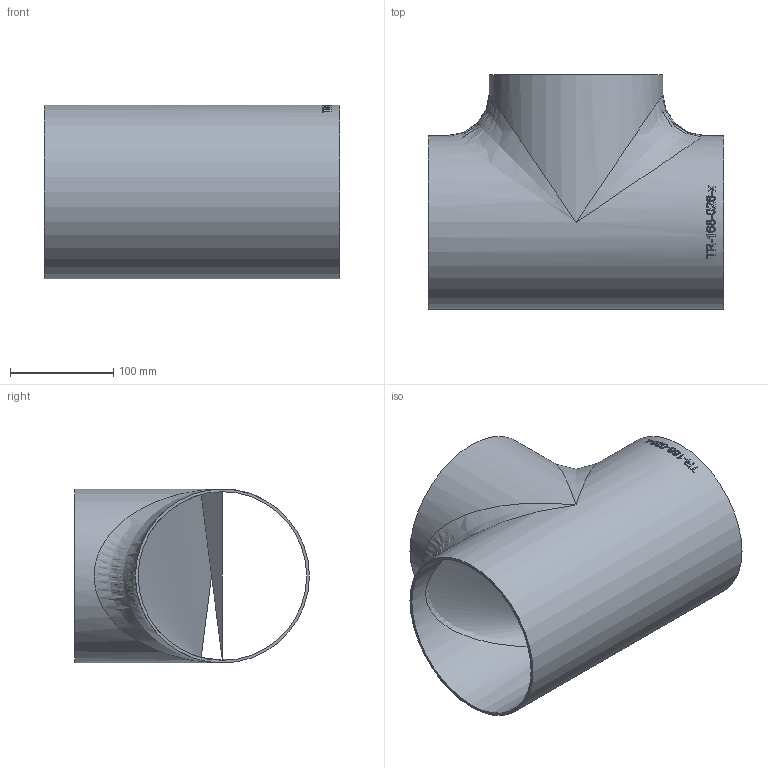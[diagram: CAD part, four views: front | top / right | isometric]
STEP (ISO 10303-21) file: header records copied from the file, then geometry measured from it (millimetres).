
FILE_DESCRIPTION (( 'STEP AP214' ), '1' );
FILE_NAME ('TR-168-026-x T-Stück 168,3x2,6 BL286 1910.STEP', '2019-10-16T09:20:43', ( '' ), ( '' ), 'SwSTEP 2.0', 'SolidWorks 2016', '' );
FILE_SCHEMA (( 'AUTOMOTIVE_DESIGN' ));
Length unit declared in the file: millimetre
Products named in the file (1): TR-168-026-x T-Stück 168,3x2,6 BL286 1910
Bounding box: 286 x 227.15 x 168.3 mm (x, y, z)
Volume: 430765.8 mm3; surface area: 335625.4 mm2
Topology: 1 solids, 1 shells, 161 faces, 427 edges, 276 vertices
Faces by surface type: bspline 95, plane 44, cylinder 22
Full cylindrical faces by diameter (mm): 163.1 x2, 168.3 x2
Entity records: 25501 total; most frequent: CARTESIAN_POINT 20786, ORIENTED_EDGE 820, EDGE_CURVE 410, DIRECTION 307, B_SPLINE_CURVE_WITH_KNOTS 283, VERTEX_POINT 274, EDGE_LOOP 188, FACE_OUTER_BOUND 165
